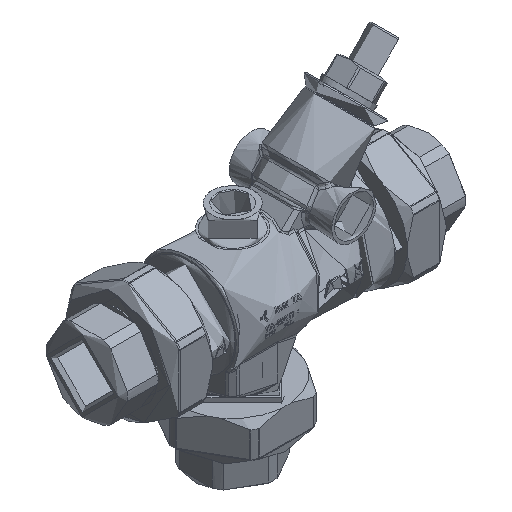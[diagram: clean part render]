
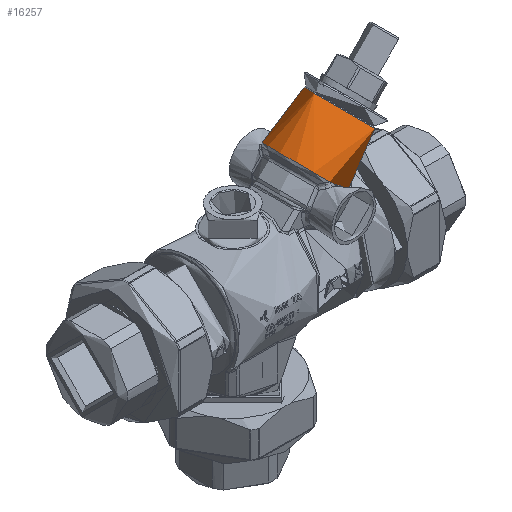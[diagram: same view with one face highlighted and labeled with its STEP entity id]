
A CAD part, isometric view. The second image highlights one B-rep face of the part: STEP entity #16257.
In plain terms, the highlighted cylindrical face has radius 15.204 mm (diameter 30.407 mm), a full revolution.
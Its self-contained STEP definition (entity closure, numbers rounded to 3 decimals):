
#1336=CIRCLE('',#17081,15.204);
#1337=CIRCLE('',#17082,15.204);
#2281=ORIENTED_EDGE('',*,*,#5558,.T.);
#2282=ORIENTED_EDGE('',*,*,#5559,.T.);
#2283=ORIENTED_EDGE('',*,*,#5560,.T.);
#2284=ORIENTED_EDGE('',*,*,#5561,.T.);
#2285=ORIENTED_EDGE('',*,*,#5562,.F.);
#5558=EDGE_CURVE('',#7211,#7212,#1336,.T.);
#5559=EDGE_CURVE('',#7212,#7213,#8287,.T.);
#5560=EDGE_CURVE('',#7213,#7214,#8288,.T.);
#5561=EDGE_CURVE('',#7214,#7211,#8289,.T.);
#5562=EDGE_CURVE('',#7215,#7215,#1337,.F.);
#7211=VERTEX_POINT('',#22300);
#7212=VERTEX_POINT('',#22301);
#7213=VERTEX_POINT('',#22313);
#7214=VERTEX_POINT('',#22327);
#7215=VERTEX_POINT('',#22340);
#8287=B_SPLINE_CURVE_WITH_KNOTS('',3,(#22302,#22303,#22304,#22305,#22306,
#22307,#22308,#22309,#22310,#22311,#22312),.UNSPECIFIED.,.F.,.F.,(4,1,1,
1,1,1,1,1,4),(0.,0.003,0.006,
0.008,0.011,0.014,0.017,
0.02,0.022),.UNSPECIFIED.);
#8288=B_SPLINE_CURVE_WITH_KNOTS('',3,(#22314,#22315,#22316,#22317,#22318,
#22319,#22320,#22321,#22322,#22323,#22324,#22325,#22326),.UNSPECIFIED.,
 .F.,.F.,(4,1,1,1,1,1,1,1,1,1,4),(0.001,0.004,
0.007,0.01,0.014,0.015,
0.017,0.019,0.02,0.023,
0.027),.UNSPECIFIED.);
#8289=B_SPLINE_CURVE_WITH_KNOTS('',3,(#22328,#22329,#22330,#22331,#22332,
#22333,#22334,#22335,#22336,#22337,#22338),.UNSPECIFIED.,.F.,.F.,(4,1,1,
1,1,1,1,1,4),(0.,0.003,0.006,
0.008,0.011,0.014,0.017,
0.019,0.022),.UNSPECIFIED.);
#8827=EDGE_LOOP('',(#2281,#2282,#2283,#2284));
#8828=EDGE_LOOP('',(#2285));
#9814=FACE_BOUND('',#8827,.T.);
#9815=FACE_BOUND('',#8828,.T.);
#10779=CYLINDRICAL_SURFACE('',#17080,15.204);
#16257=ADVANCED_FACE('',(#9814,#9815),#10779,.T.);
#17080=AXIS2_PLACEMENT_3D('',#22298,#18388,#18389);
#17081=AXIS2_PLACEMENT_3D('',#22299,#18390,#18391);
#17082=AXIS2_PLACEMENT_3D('',#22339,#18392,#18393);
#18388=DIRECTION('',(-0.707,0.,-0.707));
#18389=DIRECTION('',(-0.707,0.,0.707));
#18390=DIRECTION('',(0.707,0.,0.707));
#18391=DIRECTION('',(0.707,0.,-0.707));
#18392=DIRECTION('',(-0.707,0.,-0.707));
#18393=DIRECTION('',(-0.707,0.,0.707));
#22298=CARTESIAN_POINT('',(14.555,0.,13.055));
#22299=CARTESIAN_POINT('',(31.017,0.,29.517));
#22300=CARTESIAN_POINT('',(27.326,14.279,33.208));
#22301=CARTESIAN_POINT('',(27.326,-14.279,33.208));
#22302=CARTESIAN_POINT('',(27.326,-14.279,33.208));
#22303=CARTESIAN_POINT('',(28.208,-14.432,33.499));
#22304=CARTESIAN_POINT('',(30.009,-14.765,33.858));
#22305=CARTESIAN_POINT('',(32.806,-15.171,33.69));
#22306=CARTESIAN_POINT('',(35.478,-15.26,32.731));
#22307=CARTESIAN_POINT('',(37.721,-14.845,31.029));
#22308=CARTESIAN_POINT('',(39.282,-13.916,28.84));
#22309=CARTESIAN_POINT('',(40.127,-12.617,26.46));
#22310=CARTESIAN_POINT('',(40.356,-11.137,24.106));
#22311=CARTESIAN_POINT('',(40.164,-10.087,22.55));
#22312=CARTESIAN_POINT('',(39.985,-9.574,21.783));
#22313=CARTESIAN_POINT('',(39.985,-9.574,21.783));
#22314=CARTESIAN_POINT('',(39.985,-9.574,21.783));
#22315=CARTESIAN_POINT('',(40.892,-9.057,22.097));
#22316=CARTESIAN_POINT('',(42.641,-7.936,22.715));
#22317=CARTESIAN_POINT('',(45.033,-5.854,23.586));
#22318=CARTESIAN_POINT('',(46.947,-3.251,24.298));
#22319=CARTESIAN_POINT('',(47.653,-0.538,24.564));
#22320=CARTESIAN_POINT('',(47.37,1.66,24.457));
#22321=CARTESIAN_POINT('',(46.805,3.185,24.245));
#22322=CARTESIAN_POINT('',(45.966,4.578,23.933));
#22323=CARTESIAN_POINT('',(44.638,6.197,23.442));
#22324=CARTESIAN_POINT('',(42.645,7.934,22.716));
#22325=CARTESIAN_POINT('',(40.891,9.058,22.097));
#22326=CARTESIAN_POINT('',(39.985,9.574,21.783));
#22327=CARTESIAN_POINT('',(39.985,9.574,21.783));
#22328=CARTESIAN_POINT('',(39.985,9.574,21.783));
#22329=CARTESIAN_POINT('',(40.164,10.086,22.549));
#22330=CARTESIAN_POINT('',(40.355,11.116,24.074));
#22331=CARTESIAN_POINT('',(40.13,12.611,26.449));
#22332=CARTESIAN_POINT('',(39.296,13.901,28.809));
#22333=CARTESIAN_POINT('',(37.746,14.836,31.004));
#22334=CARTESIAN_POINT('',(35.51,15.258,32.714));
#22335=CARTESIAN_POINT('',(32.833,15.174,33.685));
#22336=CARTESIAN_POINT('',(30.032,14.769,33.861));
#22337=CARTESIAN_POINT('',(28.209,14.432,33.499));
#22338=CARTESIAN_POINT('',(27.326,14.279,33.208));
#22339=CARTESIAN_POINT('',(45.788,0.,44.288));
#22340=CARTESIAN_POINT('',(35.037,0.,55.038));
